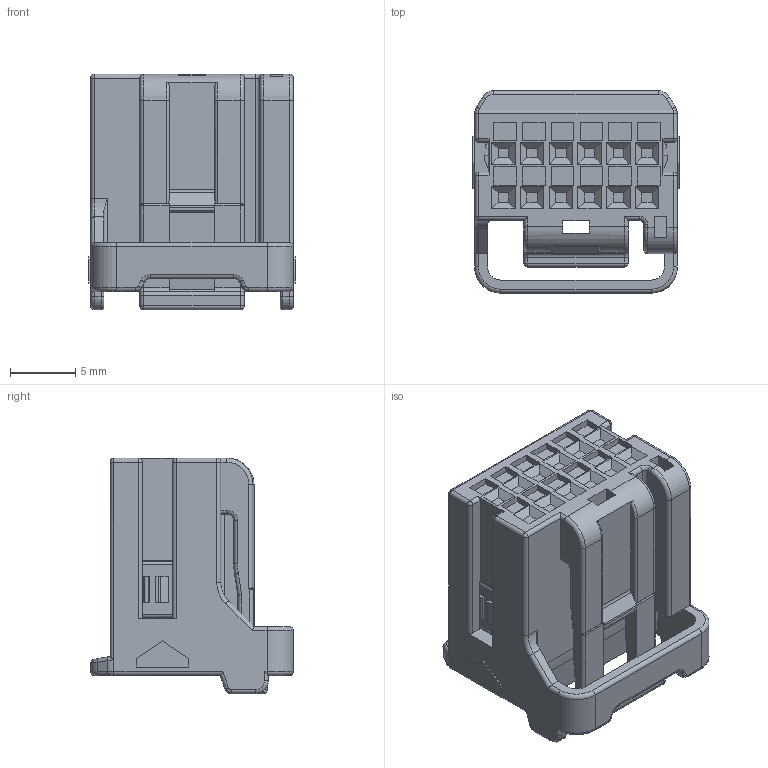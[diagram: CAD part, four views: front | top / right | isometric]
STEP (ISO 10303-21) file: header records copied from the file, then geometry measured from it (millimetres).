
FILE_DESCRIPTION((''),'2;1');
FILE_NAME('P_KM2000063_025_II_12F_HSG','2023-01-04T09:20:09',('jhryu'),(''),'CREO PARAMETRIC BY PTC INC, 2017380','CREO PARAMETRIC BY PTC INC, 2017380','');
FILE_SCHEMA(('CONFIG_CONTROL_DESIGN'));
Length unit declared in the file: millimetre
Products named in the file (1): P_KM2000063_025_II_12F_HSG
Bounding box: 15.82 x 15.5 x 18.05 mm (x, y, z)
Volume: 2414.3 mm3; surface area: 1978.4 mm2
Topology: 1 solids, 1 shells, 1008 faces, 2650 edges, 1700 vertices
Faces by surface type: plane 753, cylinder 178, torus 38, sphere 22, bspline 15, cone 2
Entity records: 31126 total; most frequent: CARTESIAN_POINT 6137, ORIENTED_EDGE 5296, DIRECTION 4924, EDGE_CURVE 2648, VECTOR 2224, LINE 2224, VERTEX_POINT 1700, AXIS2_PLACEMENT_3D 1350
